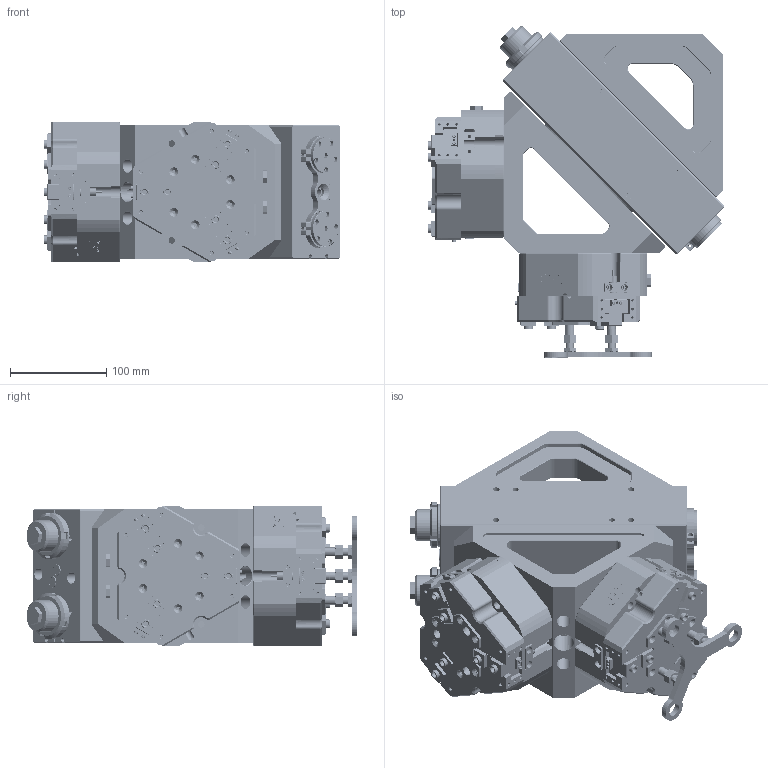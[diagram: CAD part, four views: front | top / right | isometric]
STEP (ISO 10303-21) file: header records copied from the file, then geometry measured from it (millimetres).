
FILE_DESCRIPTION (( 'STEP AP203' ), '1' );
FILE_NAME ('TG50-TZ95-146-180¡ã.STEP', '2024-12-19T05:19:21', ( 'USER-' ), ( 'Microsoft' ), 'SwSTEP 2.0', 'SolidWorks 2018', '' );
FILE_SCHEMA (( 'CONFIG_CONTROL_DESIGN' ));
Length unit declared in the file: millimetre
Products named in the file (44): 0-TP50; M33-1.5-10蹟譫; TZ95-146杅耀.sldasm-Part-7; 埴翐芛_GB_FASTENER_SCREWS_HSHCS M2X8-N; TZ95-146杅耀.sldasm-Part-14; TG50; TZ95-146杅耀.sldasm-Part-3; TZ95-146杅耀.sldasm-Part-24; TZ95-146杅耀.sldasm-Part-20; M6晦す芛蹟隊; TZ95-146杅耀.sldasm-Part-19; TZ95-146杅耀.sldasm-Part-26; TZ95-146杅耀.sldasm-Part-15; TP50; TP50-10 粣創揤遠; TG50-M-02 眻褒輸; TZ95-146杅耀.sldasm-Part-6; TP50-M-09 躇猾詩遠; TZ95-146杅耀; TZ95-146杅耀.sldasm-Part-25; TZ95-146杅耀.sldasm-Part-13; TP50-07硬限位圈; 25x12-R3; GB╱T 6174-2016[六角薄螺母 无倒角M8]; TZ95-146杅耀.sldasm-Part-12; 33-30遣喳ん耀倰NBK; TP50-06 茞癹弇裝; 揤輸蚾饜极; TP50-05 茞癹弇蟀諉极; TZ95-146杅耀.sldasm-Part-11; TG40.sldasm-Part-28; TZ95-146杅耀.sldasm-Part-16; TZ95-146杅耀.sldasm-Part-9; TP50-01褲极; TZ95-146-C40杅耀; TP50-04 遣喳蟀諉极; TZ95-146杅耀.sldasm-Part-23; TZ95-146杅耀.sldasm-Part-22; TZ95-146杅耀.sldasm-Part-2; TP50-02 喘謫粣 ...
Assembly tree (89 placements, depth 4):
  TG50-TZ95-146-180°
    TG50
      TG50-M-02 眻褒輸
      TG50-M-01 啊詰褲极
      0-TP50
        TP50-01褲极
        TP50-02 喘謫粣
        TP50-05 茞癹弇蟀諉极  x2
        TP50-04 遣喳蟀諉极  x2
        33-30遣喳ん耀倰NBK  x2
        M33-1.5-10蹟譫  x2
        TP50-M-09 躇猾詩遠  x2
        TP50-06 茞癹弇裝  x2
        TP50-07硬限位圈  x2
        TP50-10 粣創揤遠
        TP50-08 癹弇縐嘀
        M6晦す芛蹟隊  x2
        TP50
    TZ95-146杅耀
      TZ95-146杅耀.sldasm-Part-2  x2
      TZ95-146杅耀.sldasm-Part-3
      TZ95-146杅耀.sldasm-Part-9
      TZ95-146杅耀.sldasm-Part-11
      TZ95-146杅耀.sldasm-Part-12
      TZ95-146杅耀.sldasm-Part-13  x2
      TZ95-146杅耀.sldasm-Part-15
      TZ95-146杅耀.sldasm-Part-16
      TZ95-146杅耀.sldasm-Part-19
      TZ95-146杅耀.sldasm-Part-20
      TZ95-146杅耀.sldasm-Part-23
      TZ95-146杅耀.sldasm-Part-24
      TZ95-146杅耀.sldasm-Part-25
      TZ95-146杅耀.sldasm-Part-26  x3
      25x12-R3
      揤輸蚾饜极  x3
        揤輸杅耀.sldasm-Part-9
        埴翐芛_GB_FASTENER_SCREWS_HSHCS M2X8-N
    TZ95-146-C40杅耀
      TZ95-146杅耀.sldasm-Part-2  x2
      TZ95-146杅耀.sldasm-Part-3
      TZ95-146杅耀.sldasm-Part-6
      TZ95-146杅耀.sldasm-Part-7
      TZ95-146杅耀.sldasm-Part-9
      TZ95-146杅耀.sldasm-Part-11
      TZ95-146杅耀.sldasm-Part-13  x2
      TZ95-146杅耀.sldasm-Part-14
      TZ95-146杅耀.sldasm-Part-15
      TZ95-146杅耀.sldasm-Part-16
      TZ95-146杅耀.sldasm-Part-19
      TZ95-146杅耀.sldasm-Part-20
      TZ95-146杅耀.sldasm-Part-22
      TZ95-146杅耀.sldasm-Part-23
      TZ95-146杅耀.sldasm-Part-24
      TZ95-146杅耀.sldasm-Part-26  x3
      GB╱T 6174-2016[六角薄螺母 无倒角M8]  x9
      25x12-R3
      揤輸蚾饜极  x3
        揤輸杅耀.sldasm-Part-9
        埴翐芛_GB_FASTENER_SCREWS_HSHCS M2X8-N
    TG40.sldasm-Part-28  x4
Bounding box: 307.92 x 343.26 x 146 mm (x, y, z)
Volume: 6173624.2 mm3; surface area: 1003828.6 mm2
Topology: 94 solids, 228 shells, 6462 faces, 16192 edges, 10245 vertices
Faces by surface type: plane 3162, cylinder 1579, cone 1110, bspline 575, torus 36
Entity records: 132150 total; most frequent: CARTESIAN_POINT 39164, ORIENTED_EDGE 18322, DIRECTION 17225, EDGE_CURVE 9161, VERTEX_POINT 5941, AXIS2_PLACEMENT_3D 5843, LINE 5539, VECTOR 5539
